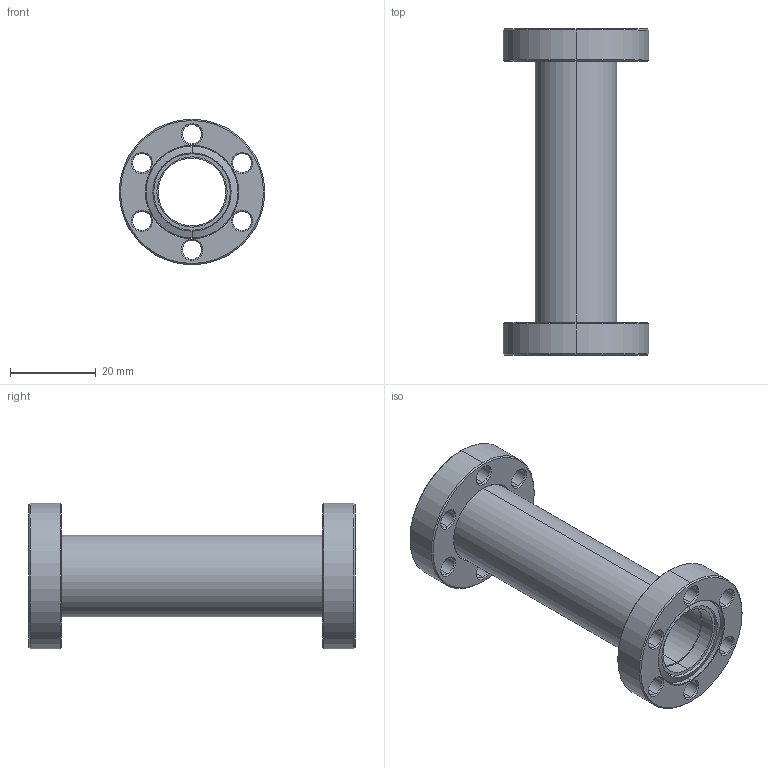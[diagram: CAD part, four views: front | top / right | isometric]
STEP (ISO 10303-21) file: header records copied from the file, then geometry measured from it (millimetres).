
FILE_DESCRIPTION (( 'STEP AP214' ), '1' );
FILE_NAME ('Hositrad_FS16-19R-FullNipple.STEP', '2013-09-05T10:05:38', ( '' ), ( '' ), 'SwSTEP 2.0', 'SolidWorks 2013', '' );
FILE_SCHEMA (( 'AUTOMOTIVE_DESIGN' ));
Length unit declared in the file: millimetre
Products named in the file (6): Tube 19-All_Tube 19L66,8; CF16-19-R; NW16CF-Innerring; NW16CF-Outerring; NW16CF-weld_CF16-19; Hositrad_FS16-19R-FullNipple
Assembly tree (5 placements, depth 3):
  Hositrad_FS16-19R-FullNipple
    NW16CF-weld_CF16-19
    CF16-19-R
      NW16CF-Outerring
      NW16CF-Innerring
    Tube 19-All_Tube 19L66,8
Bounding box: 34 x 76.2 x 34 mm (x, y, z)
Volume: 14401.6 mm3; surface area: 14299.9 mm2
Topology: 4 solids, 4 shells, 134 faces, 292 edges, 170 vertices
Faces by surface type: cone 74, cylinder 48, plane 12
Entity records: 3942 total; most frequent: DIRECTION 748, CARTESIAN_POINT 605, ORIENTED_EDGE 584, AXIS2_PLACEMENT_3D 313, EDGE_CURVE 292, CIRCLE 170, EDGE_LOOP 170, VERTEX_POINT 170
